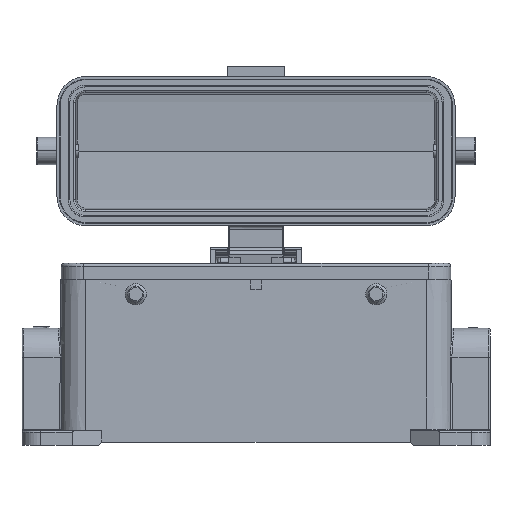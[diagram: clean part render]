
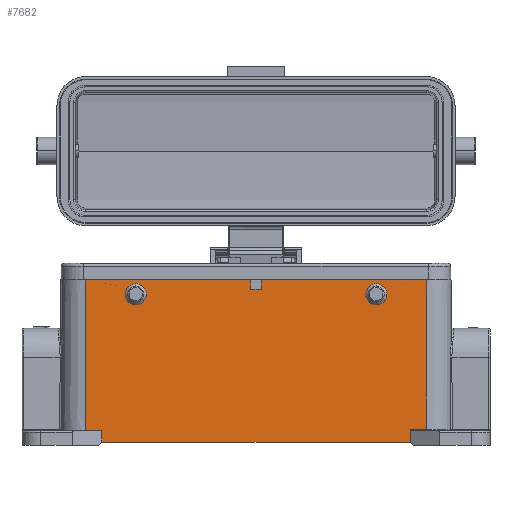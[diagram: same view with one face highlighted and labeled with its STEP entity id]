
A CAD part, left-side view. The second image highlights one B-rep face of the part: STEP entity #7682.
In plain terms, the highlighted planar face has unit normal (-1, 0, 0.009).
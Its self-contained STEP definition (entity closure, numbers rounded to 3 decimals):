
#282=ELLIPSE('',#27809,1.5,1.5);
#284=ELLIPSE('',#27812,1.5,1.5);
#2516=LINE('',#37779,#4202);
#2518=LINE('',#37783,#4204);
#2527=LINE('',#37801,#4213);
#2534=LINE('',#37822,#4220);
#2535=LINE('',#37824,#4221);
#2536=LINE('',#37826,#4222);
#2537=LINE('',#37827,#4223);
#2538=LINE('',#37829,#4224);
#2539=LINE('',#37831,#4225);
#2540=LINE('',#37832,#4226);
#2541=LINE('',#37834,#4227);
#2542=LINE('',#37836,#4228);
#4202=VECTOR('',#30652,1.);
#4204=VECTOR('',#30656,1.);
#4213=VECTOR('',#30669,1.);
#4220=VECTOR('',#30686,1.);
#4221=VECTOR('',#30689,1.);
#4222=VECTOR('',#30690,1.);
#4223=VECTOR('',#30691,1.);
#4224=VECTOR('',#30692,1.);
#4225=VECTOR('',#30693,1.);
#4226=VECTOR('',#30694,1.);
#4227=VECTOR('',#30695,1.);
#4228=VECTOR('',#30696,1.);
#7682=ADVANCED_FACE('',(#9801,#9802,#9803),#9294,.T.);
#9294=PLANE('',#27863);
#9801=FACE_BOUND('',#10027,.T.);
#9802=FACE_BOUND('',#10028,.T.);
#9803=FACE_BOUND('',#10029,.T.);
#10027=EDGE_LOOP('',(#11952,#11953,#11954,#11955,#11956,#11957,#11958,#11959,
#11960,#11961,#11962,#11963));
#10028=EDGE_LOOP('',(#11964));
#10029=EDGE_LOOP('',(#11965));
#11952=ORIENTED_EDGE('',*,*,#22732,.T.);
#11953=ORIENTED_EDGE('',*,*,#22720,.T.);
#11954=ORIENTED_EDGE('',*,*,#22731,.T.);
#11955=ORIENTED_EDGE('',*,*,#22733,.T.);
#11956=ORIENTED_EDGE('',*,*,#22711,.F.);
#11957=ORIENTED_EDGE('',*,*,#22709,.T.);
#11958=ORIENTED_EDGE('',*,*,#22734,.T.);
#11959=ORIENTED_EDGE('',*,*,#22735,.F.);
#11960=ORIENTED_EDGE('',*,*,#22736,.F.);
#11961=ORIENTED_EDGE('',*,*,#22737,.T.);
#11962=ORIENTED_EDGE('',*,*,#22738,.T.);
#11963=ORIENTED_EDGE('',*,*,#22739,.T.);
#11964=ORIENTED_EDGE('',*,*,#22638,.T.);
#11965=ORIENTED_EDGE('',*,*,#22636,.T.);
#20028=VERTEX_POINT('',#37597);
#20030=VERTEX_POINT('',#37602);
#20049=VERTEX_POINT('',#37643);
#20089=VERTEX_POINT('',#37778);
#20090=VERTEX_POINT('',#37780);
#20091=VERTEX_POINT('',#37784);
#20098=VERTEX_POINT('',#37802);
#20099=VERTEX_POINT('',#37803);
#20106=VERTEX_POINT('',#37821);
#20107=VERTEX_POINT('',#37825);
#20108=VERTEX_POINT('',#37828);
#20109=VERTEX_POINT('',#37830);
#20110=VERTEX_POINT('',#37833);
#20111=VERTEX_POINT('',#37835);
#22636=EDGE_CURVE('',#20028,#20028,#282,.T.);
#22638=EDGE_CURVE('',#20030,#20030,#284,.T.);
#22709=EDGE_CURVE('',#20090,#20089,#2516,.T.);
#22711=EDGE_CURVE('',#20090,#20091,#2518,.T.);
#22720=EDGE_CURVE('',#20098,#20099,#2527,.T.);
#22731=EDGE_CURVE('',#20099,#20106,#2534,.T.);
#22732=EDGE_CURVE('',#20107,#20098,#2535,.T.);
#22733=EDGE_CURVE('',#20106,#20091,#2536,.T.);
#22734=EDGE_CURVE('',#20089,#20108,#2537,.T.);
#22735=EDGE_CURVE('',#20109,#20108,#2538,.T.);
#22736=EDGE_CURVE('',#20049,#20109,#2539,.T.);
#22737=EDGE_CURVE('',#20049,#20110,#2540,.T.);
#22738=EDGE_CURVE('',#20110,#20111,#2541,.T.);
#22739=EDGE_CURVE('',#20111,#20107,#2542,.T.);
#27809=AXIS2_PLACEMENT_3D('',#37596,#30526,#30527);
#27812=AXIS2_PLACEMENT_3D('',#37601,#30532,#30533);
#27863=AXIS2_PLACEMENT_3D('',#37837,#30697,#30698);
#30526=DIRECTION('',(1.,0.,-0.009));
#30527=DIRECTION('',(-0.009,0.,-1.));
#30532=DIRECTION('',(1.,0.,-0.009));
#30533=DIRECTION('',(-0.009,0.,-1.));
#30652=DIRECTION('',(0.,1.,0.));
#30656=DIRECTION('',(-0.009,0.,-1.));
#30669=DIRECTION('',(0.,1.,0.));
#30686=DIRECTION('',(-0.009,0.,-1.));
#30689=DIRECTION('',(0.009,0.,1.));
#30690=DIRECTION('',(0.,1.,0.));
#30691=DIRECTION('',(-0.009,0.,-1.));
#30692=DIRECTION('',(0.,1.,0.));
#30693=DIRECTION('',(0.009,0.,1.));
#30694=DIRECTION('',(0.,-1.,0.));
#30695=DIRECTION('',(0.009,0.,1.));
#30696=DIRECTION('',(0.,-1.,0.));
#30697=DIRECTION('',(-1.,0.,0.009));
#30698=DIRECTION('',(0.,1.,0.));
#37596=CARTESIAN_POINT('',(-21.539,37.,46.5));
#37597=CARTESIAN_POINT('',(-21.552,37.,45.));
#37601=CARTESIAN_POINT('',(-21.539,-37.,46.5));
#37602=CARTESIAN_POINT('',(-21.552,-37.,45.));
#37643=CARTESIAN_POINT('',(-21.936,47.5,1.));
#37778=CARTESIAN_POINT('',(-21.5,52.5,51.));
#37779=CARTESIAN_POINT('',(-21.5,1.6,51.));
#37780=CARTESIAN_POINT('',(-21.5,1.6,51.));
#37783=CARTESIAN_POINT('',(-21.5,1.6,51.));
#37784=CARTESIAN_POINT('',(-21.526,1.6,48.));
#37801=CARTESIAN_POINT('',(-21.5,-52.5,51.));
#37802=CARTESIAN_POINT('',(-21.5,-52.5,51.));
#37803=CARTESIAN_POINT('',(-21.5,-1.6,51.));
#37821=CARTESIAN_POINT('',(-21.526,-1.6,48.));
#37822=CARTESIAN_POINT('',(-21.5,-1.6,51.));
#37824=CARTESIAN_POINT('',(-21.901,-52.5,4.996));
#37825=CARTESIAN_POINT('',(-21.901,-52.5,4.996));
#37826=CARTESIAN_POINT('',(-21.526,-1.6,48.));
#37827=CARTESIAN_POINT('',(-21.5,52.5,51.));
#37828=CARTESIAN_POINT('',(-21.906,52.5,4.5));
#37829=CARTESIAN_POINT('',(-21.906,47.5,4.5));
#37830=CARTESIAN_POINT('',(-21.906,47.5,4.5));
#37831=CARTESIAN_POINT('',(-21.936,47.5,1.));
#37832=CARTESIAN_POINT('',(-21.936,47.5,1.));
#37833=CARTESIAN_POINT('',(-21.936,-47.5,1.));
#37834=CARTESIAN_POINT('',(-21.936,-47.5,1.));
#37835=CARTESIAN_POINT('',(-21.901,-47.5,4.996));
#37836=CARTESIAN_POINT('',(-21.901,-47.5,4.996));
#37837=CARTESIAN_POINT('',(-21.5,55.148,51.));
